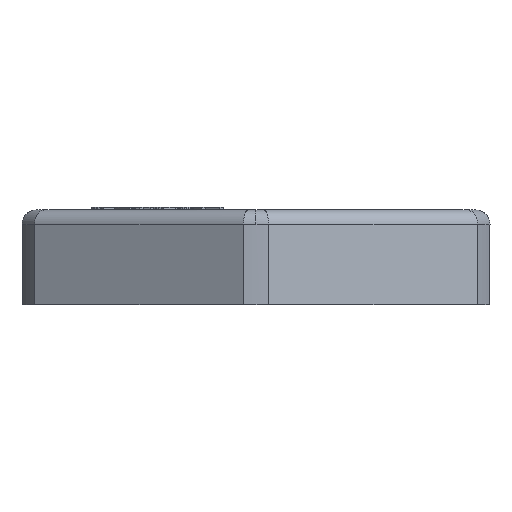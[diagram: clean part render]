
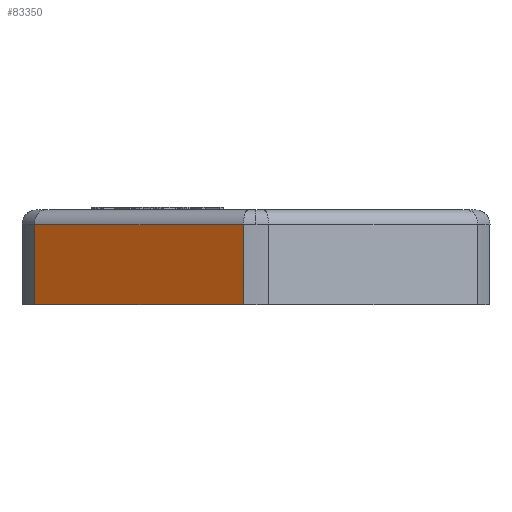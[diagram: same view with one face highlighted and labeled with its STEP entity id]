
A CAD part, left-side view. The second image highlights one B-rep face of the part: STEP entity #83350.
In plain terms, the highlighted planar face has unit normal (-0.866, 0.5, 0).
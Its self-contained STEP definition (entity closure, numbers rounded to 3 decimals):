
#730=CARTESIAN_POINT('',(-9.733,15.141,0.));
#740=VERTEX_POINT('',#730);
#770=CARTESIAN_POINT('',(-18.475,0.,0.));
#780=DIRECTION('',(0.5,0.866,0.));
#790=VECTOR('',#780,1.);
#800=LINE('',#770,#790);
#810=CARTESIAN_POINT('',(-17.98,0.859,0.));
#820=VERTEX_POINT('',#810);
#830=EDGE_CURVE('',#820,#740,#800,.T.);
#75390=CARTESIAN_POINT('',(-9.733,15.141,5.5));
#75400=VERTEX_POINT('',#75390);
#76240=CARTESIAN_POINT('',(-17.98,0.859,5.5));
#76250=VERTEX_POINT('',#76240);
#76280=CARTESIAN_POINT('',(-18.187,0.5,5.5));
#76290=DIRECTION('',(-0.5,-0.866,0.));
#76300=VECTOR('',#76290,1.);
#76310=LINE('',#76280,#76300);
#76320=EDGE_CURVE('',#75400,#76250,#76310,.T.);
#83090=CARTESIAN_POINT('',(-9.733,15.141,0.));
#83100=DIRECTION('',(0.,0.,1.));
#83110=VECTOR('',#83100,0.5);
#83120=LINE('',#83090,#83110);
#83130=EDGE_CURVE('',#740,#75400,#83120,.T.);
#83190=CARTESIAN_POINT('',(-17.98,0.859,0.));
#83200=DIRECTION('',(-0.866,0.5,0.));
#83210=DIRECTION('',(0.5,0.866,0.));
#83220=AXIS2_PLACEMENT_3D('',#83190,#83200,#83210);
#83230=PLANE('',#83220);
#83240=ORIENTED_EDGE('',*,*,#83130,.F.);
#83250=ORIENTED_EDGE('',*,*,#76320,.F.);
#83260=CARTESIAN_POINT('',(-17.98,0.859,0.));
#83270=DIRECTION('',(0.,0.,1.));
#83280=VECTOR('',#83270,0.5);
#83290=LINE('',#83260,#83280);
#83300=EDGE_CURVE('',#820,#76250,#83290,.T.);
#83310=ORIENTED_EDGE('',*,*,#83300,.T.);
#83320=ORIENTED_EDGE('',*,*,#830,.F.);
#83330=EDGE_LOOP('',(#83320,#83310,#83250,#83240));
#83340=FACE_OUTER_BOUND('',#83330,.T.);
#83350=ADVANCED_FACE('',(#83340),#83230,.T.);
